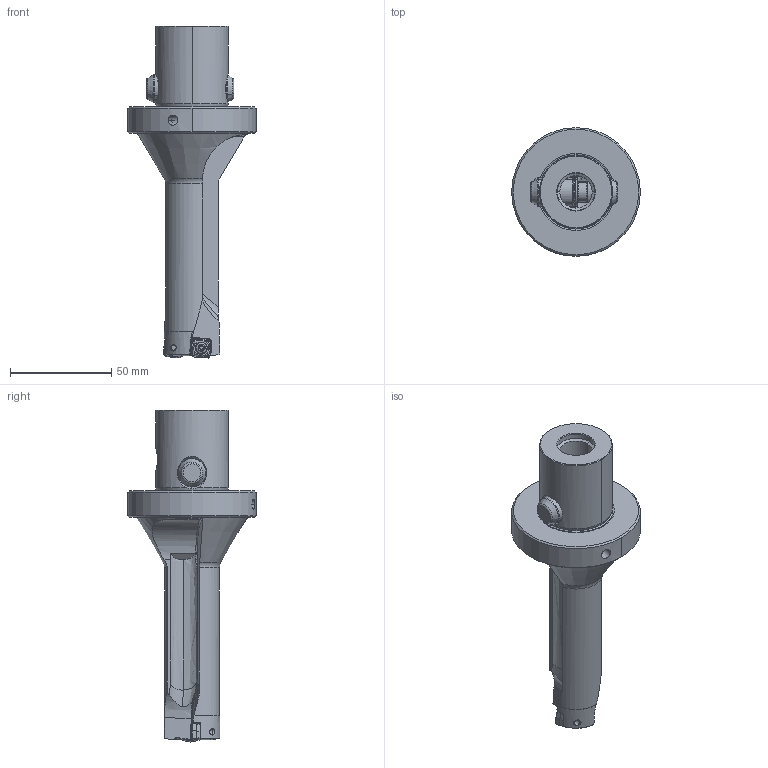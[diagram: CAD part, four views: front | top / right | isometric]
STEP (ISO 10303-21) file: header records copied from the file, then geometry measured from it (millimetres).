
FILE_DESCRIPTION(('no description'),'unknown implementation level');
FILE_NAME('8B41BC74-898F-4B33-99D2-85947C4348F5_export.stp',' ',('CIMSOURCE GmbH'),('CADClick - KiM GmbH - www.kimweb.de'),'unknown preprocess','ACIS','unknown authorization');
FILE_SCHEMA(('automotive_design'));
Length unit declared in the file: millimetre
Products named in the file (9): 337.328 Kaiser WB 28-84 X CKS6|694.136 Kaiser ETL M3,5 X 7,2 T10 IP 10S_Standard;NONE; 337.328 Kaiser WB 28-84 X CKS6|337.328 Kaiser WB 28-84 X CKS6_337.328-4;NONE; 337.328 Kaiser WB 28-84 X CKS6|337.328 Kaiser WB 28-84 X CKS6_337.328-3;NONE; 337.328 Kaiser WB 28-84 X CKS6|337.328 Kaiser WB 28-84 X CKS6_337.328-2;NONE; 337.328 Kaiser WB 28-84 X CKS6|337.328 Kaiser WB 28-84 X CKS6_337.328-1;NONE; 337.328 Kaiser WB 28-84 X CKS6|337.328 Kaiser WB 28-84 X CKS6_337.328;NONE; 337.328 Kaiser WB 28-84 X CKS6|691.506 Kaiser ETL D14 X 43K_Standard|691.526 Mitnehmerbolzen_Standard;NONE; 337.328 Kaiser WB 28-84 X CKS6|691.506 Kaiser ETL D14 X 43K_Standard|693.305 Sprengring_Standard;NONE
Bounding box: 63.5 x 63.5 x 163.99 mm (x, y, z)
Volume: 121221 mm3; surface area: 32725.3 mm2
Topology: 9 solids, 9 shells, 642 faces, 1599 edges, 984 vertices
Faces by surface type: plane 280, cylinder 214, cone 72, torus 65, bspline 11
Entity records: 40859 total; most frequent: CARTESIAN_POINT 7322, DIRECTION 3258, STYLED_ITEM 3232, PRESENTATION_STYLE_ASSIGNMENT 3232, COLOUR_RGB 3232, ORIENTED_EDGE 3194, EDGE_CURVE 1597, CURVE_STYLE 1597
